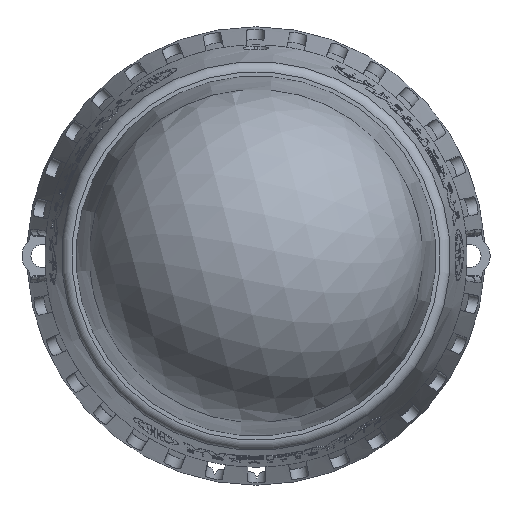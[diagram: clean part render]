
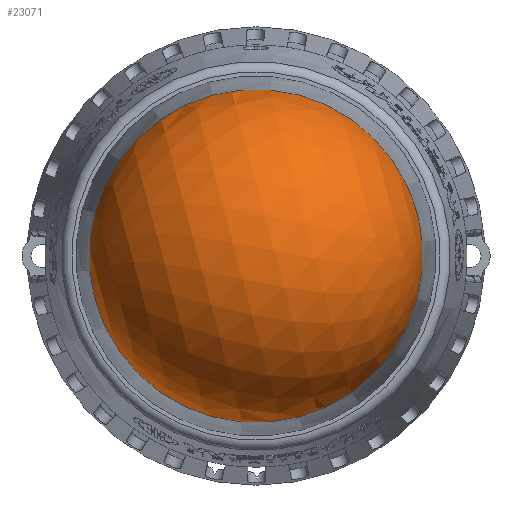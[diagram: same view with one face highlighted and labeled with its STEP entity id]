
A CAD part, left-side view. The second image highlights one B-rep face of the part: STEP entity #23071.
In plain terms, the highlighted spherical face has radius 32.5 mm.
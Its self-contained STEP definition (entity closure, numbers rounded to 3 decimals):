
#17=SPHERICAL_SURFACE('',#25341,32.5);
#1281=CIRCLE('',#25330,32.376);
#1282=CIRCLE('',#25331,32.376);
#3964=FACE_OUTER_BOUND('',#5299,.T.);
#5299=EDGE_LOOP('',(#21038,#21039));
#11005=VERTEX_POINT('',#47098);
#11006=VERTEX_POINT('',#47100);
#14421=EDGE_CURVE('',#11005,#11006,#1281,.T.);
#14422=EDGE_CURVE('',#11006,#11005,#1282,.T.);
#21038=ORIENTED_EDGE('',*,*,#14422,.F.);
#21039=ORIENTED_EDGE('',*,*,#14421,.F.);
#23071=ADVANCED_FACE('',(#3964),#17,.T.);
#25330=AXIS2_PLACEMENT_3D('',#47101,#31093,#31094);
#25331=AXIS2_PLACEMENT_3D('',#47102,#31095,#31096);
#25341=AXIS2_PLACEMENT_3D('',#47114,#31115,#31116);
#31093=DIRECTION('center_axis',(1.,0.,0.));
#31094=DIRECTION('ref_axis',(0.,0.259,0.966));
#31095=DIRECTION('center_axis',(1.,0.,0.));
#31096=DIRECTION('ref_axis',(0.,0.259,0.966));
#31115=DIRECTION('center_axis',(0.,-0.966,0.259));
#31116=DIRECTION('ref_axis',(-1.,0.,0.));
#47098=CARTESIAN_POINT('',(-50.085,-8.38,-31.273));
#47100=CARTESIAN_POINT('',(-50.085,8.38,31.273));
#47101=CARTESIAN_POINT('Origin',(-50.085,0.,
0.));
#47102=CARTESIAN_POINT('Origin',(-50.085,0.,
0.));
#47114=CARTESIAN_POINT('Origin',(-47.253,0.,
0.));
